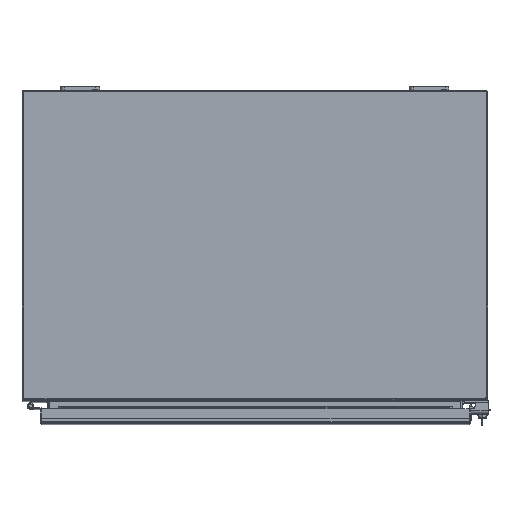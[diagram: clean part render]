
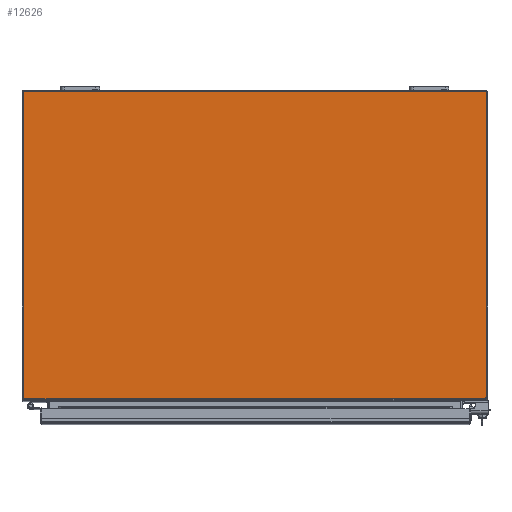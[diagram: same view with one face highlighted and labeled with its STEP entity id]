
A CAD part, top view. The second image highlights one B-rep face of the part: STEP entity #12626.
In plain terms, the highlighted planar face has unit normal (0, 0, 1).
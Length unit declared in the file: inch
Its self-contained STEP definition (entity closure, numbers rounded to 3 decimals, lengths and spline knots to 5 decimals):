
#1243 = EDGE_LOOP ( 'NONE', ( #22148, #11414, #22299, #22386, #4246, #33538 ) ) ;
#1477 = VECTOR ( 'NONE', #32306, 39.37008 ) ;
#1790 = DIRECTION ( 'NONE',  ( -1., 0., 0. ) ) ;
#2578 = LINE ( 'NONE', #26590, #1477 ) ;
#4159 = VERTEX_POINT ( 'NONE', #13423 ) ;
#4227 = DIRECTION ( 'NONE',  ( 0., 0., 1. ) ) ;
#4246 = ORIENTED_EDGE ( 'NONE', *, *, #17151, .T. ) ;
#4984 = DIRECTION ( 'NONE',  ( 0., 0., 1. ) ) ;
#5694 = LINE ( 'NONE', #17319, #29319 ) ;
#5881 = VERTEX_POINT ( 'NONE', #32435 ) ;
#7187 = CARTESIAN_POINT ( 'NONE',  ( -11.678, -15.77404, 15. ) ) ;
#7523 = CARTESIAN_POINT ( 'NONE',  ( 11.678, -15.77404, 15. ) ) ;
#7682 = LINE ( 'NONE', #20088, #13233 ) ;
#9421 = EDGE_CURVE ( 'NONE', #12269, #23461, #34302, .T. ) ;
#10480 = VECTOR ( 'NONE', #22409, 39.37008 ) ;
#10513 = PLANE ( 'NONE',  #20270 ) ;
#11414 = ORIENTED_EDGE ( 'NONE', *, *, #13246, .T. ) ;
#12269 = VERTEX_POINT ( 'NONE', #37864 ) ;
#12626 = ADVANCED_FACE ( 'NONE', ( #25283 ), #10513, .T. ) ;
#13233 = VECTOR ( 'NONE', #1790, 39.37008 ) ;
#13246 = EDGE_CURVE ( 'NONE', #4159, #12269, #2578, .T. ) ;
#13423 = CARTESIAN_POINT ( 'NONE',  ( -11.89842, -15.892, 15. ) ) ;
#13471 = CARTESIAN_POINT ( 'NONE',  ( -11.928, -0.072, 15. ) ) ;
#17151 = EDGE_CURVE ( 'NONE', #21536, #29851, #7682, .T. ) ;
#17319 = CARTESIAN_POINT ( 'NONE',  ( 11.928, -0.072, 15. ) ) ;
#18754 = EDGE_CURVE ( 'NONE', #29851, #5881, #31677, .T. ) ;
#20088 = CARTESIAN_POINT ( 'NONE',  ( -11.928, -0.072, 15. ) ) ;
#20270 = AXIS2_PLACEMENT_3D ( 'NONE', #37294, #4227, #28247 ) ;
#20916 = CARTESIAN_POINT ( 'NONE',  ( 11.928, -0.072, 15. ) ) ;
#21536 = VERTEX_POINT ( 'NONE', #20916 ) ;
#22148 = ORIENTED_EDGE ( 'NONE', *, *, #27407, .T. ) ;
#22299 = ORIENTED_EDGE ( 'NONE', *, *, #9421, .T. ) ;
#22386 = ORIENTED_EDGE ( 'NONE', *, *, #38104, .T. ) ;
#22409 = DIRECTION ( 'NONE',  ( 0., -1., 0. ) ) ;
#22808 = CARTESIAN_POINT ( 'NONE',  ( -11.928, -0.072, 15. ) ) ;
#23269 = AXIS2_PLACEMENT_3D ( 'NONE', #7187, #31021, #34555 ) ;
#23461 = VERTEX_POINT ( 'NONE', #28338 ) ;
#25283 = FACE_OUTER_BOUND ( 'NONE', #1243, .T. ) ;
#26590 = CARTESIAN_POINT ( 'NONE',  ( -11.928, -15.892, 15. ) ) ;
#27014 = CIRCLE ( 'NONE', #23269, 0.25 ) ;
#27407 = EDGE_CURVE ( 'NONE', #5881, #4159, #27014, .T. ) ;
#28247 = DIRECTION ( 'NONE',  ( 0., -1., 0. ) ) ;
#28338 = CARTESIAN_POINT ( 'NONE',  ( 11.928, -15.77404, 15. ) ) ;
#29319 = VECTOR ( 'NONE', #29340, 39.37008 ) ;
#29340 = DIRECTION ( 'NONE',  ( 0., 1., 0. ) ) ;
#29851 = VERTEX_POINT ( 'NONE', #13471 ) ;
#31021 = DIRECTION ( 'NONE',  ( 0., 0., 1. ) ) ;
#31677 = LINE ( 'NONE', #22808, #10480 ) ;
#32306 = DIRECTION ( 'NONE',  ( 1., 0., 0. ) ) ;
#32435 = CARTESIAN_POINT ( 'NONE',  ( -11.928, -15.77404, 15. ) ) ;
#33538 = ORIENTED_EDGE ( 'NONE', *, *, #18754, .T. ) ;
#34302 = CIRCLE ( 'NONE', #35545, 0.25 ) ;
#34555 = DIRECTION ( 'NONE',  ( 1., 0., 0. ) ) ;
#35545 = AXIS2_PLACEMENT_3D ( 'NONE', #7523, #4984, #37654 ) ;
#37294 = CARTESIAN_POINT ( 'NONE',  ( -11.928, -0.072, 15. ) ) ;
#37654 = DIRECTION ( 'NONE',  ( 1., 0., 0. ) ) ;
#37864 = CARTESIAN_POINT ( 'NONE',  ( 11.89842, -15.892, 15. ) ) ;
#38104 = EDGE_CURVE ( 'NONE', #23461, #21536, #5694, .T. ) ;
